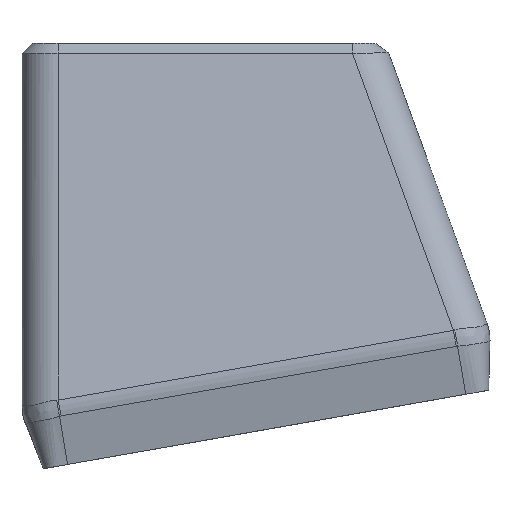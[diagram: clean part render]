
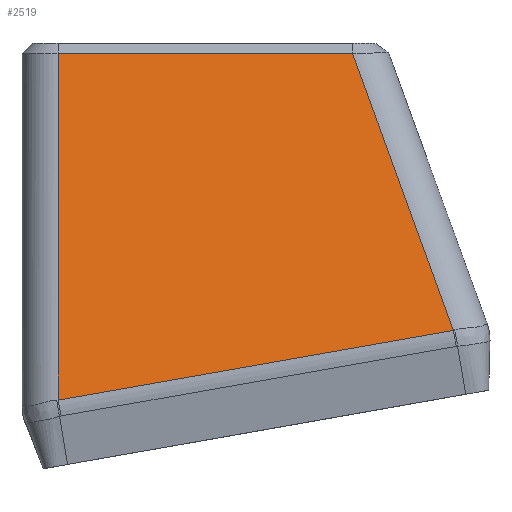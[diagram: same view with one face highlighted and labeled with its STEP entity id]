
A CAD part, front view. The second image highlights one B-rep face of the part: STEP entity #2519.
In plain terms, the highlighted planar face has unit normal (0, -0.985, 0.174).
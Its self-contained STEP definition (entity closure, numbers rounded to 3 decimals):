
#282 = VERTEX_POINT('',#283);
#283 = CARTESIAN_POINT('',(-20.124,-35.423,1.121));
#295 = EDGE_CURVE('',#282,#296,#298,.T.);
#296 = VERTEX_POINT('',#297);
#297 = CARTESIAN_POINT('',(-20.124,-43.887,-46.881));
#298 = LINE('',#299,#300);
#299 = CARTESIAN_POINT('',(-20.124,-35.18,2.5));
#300 = VECTOR('',#301,1.);
#301 = DIRECTION('',(0.,-0.174,-0.985));
#2519 = ADVANCED_FACE('',(#2520),#2545,.F.);
#2520 = FACE_BOUND('',#2521,.F.);
#2521 = EDGE_LOOP('',(#2522,#2532,#2538,#2539));
#2522 = ORIENTED_EDGE('',*,*,#2523,.F.);
#2523 = EDGE_CURVE('',#2524,#2526,#2528,.T.);
#2524 = VERTEX_POINT('',#2525);
#2525 = CARTESIAN_POINT('',(34.581,-42.186,
    -37.235));
#2526 = VERTEX_POINT('',#2527);
#2527 = CARTESIAN_POINT('',(20.621,-35.423,
    1.121));
#2528 = LINE('',#2529,#2530);
#2529 = CARTESIAN_POINT('',(37.977,-43.832,
    -46.566));
#2530 = VECTOR('',#2531,1.);
#2531 = DIRECTION('',(-0.337,0.163,0.927));
#2532 = ORIENTED_EDGE('',*,*,#2533,.T.);
#2533 = EDGE_CURVE('',#2524,#296,#2534,.T.);
#2534 = LINE('',#2535,#2536);
#2535 = CARTESIAN_POINT('',(34.771,-42.18,
    -37.202));
#2536 = VECTOR('',#2537,1.);
#2537 = DIRECTION('',(-0.984,-0.031,
    -0.174));
#2538 = ORIENTED_EDGE('',*,*,#295,.F.);
#2539 = ORIENTED_EDGE('',*,*,#2540,.F.);
#2540 = EDGE_CURVE('',#2526,#282,#2541,.T.);
#2541 = LINE('',#2542,#2543);
#2542 = CARTESIAN_POINT('',(20.119,-35.423,
    1.121));
#2543 = VECTOR('',#2544,1.);
#2544 = DIRECTION('',(-1.,0.,0.));
#2545 = PLANE('',#2546);
#2546 = AXIS2_PLACEMENT_3D('',#2547,#2548,#2549);
#2547 = CARTESIAN_POINT('',(50.,-49.78,-80.301));
#2548 = DIRECTION('',(0.,0.985,-0.174));
#2549 = DIRECTION('',(0.,0.174,0.985));
